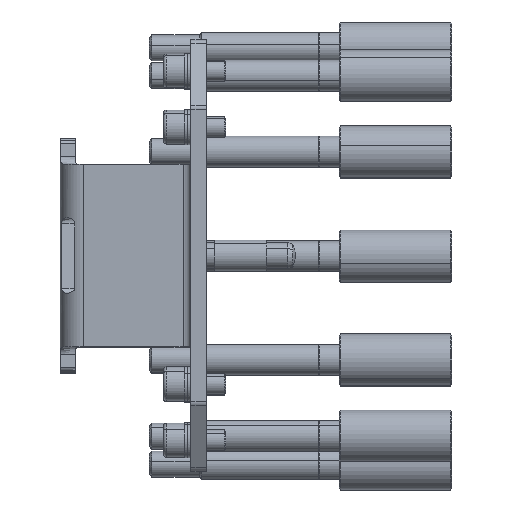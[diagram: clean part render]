
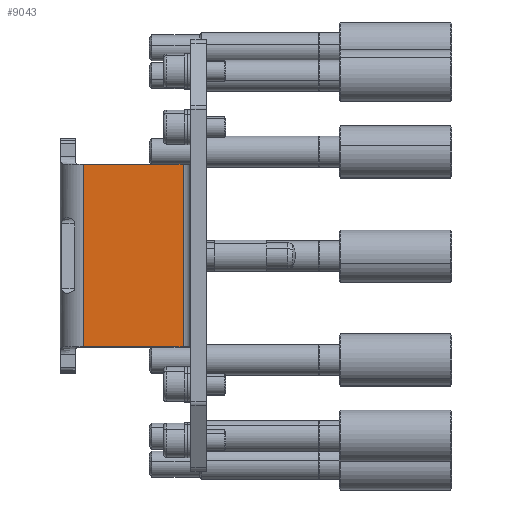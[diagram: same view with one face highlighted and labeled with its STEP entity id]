
A CAD part, top view. The second image highlights one B-rep face of the part: STEP entity #9043.
In plain terms, the highlighted planar face has unit normal (0, 0, 1).
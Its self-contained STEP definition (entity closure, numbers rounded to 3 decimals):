
#1085 = CARTESIAN_POINT ( 'NONE',  ( 1992.241, -34.986, 2218.39 ) ) ;
#2903 = EDGE_LOOP ( 'NONE', ( #45167, #12334, #25024, #50902 ) ) ;
#8433 = EDGE_CURVE ( 'NONE', #46769, #44836, #28729, .T. ) ;
#9043 = ADVANCED_FACE ( 'NONE', ( #17172 ), #21592, .T. ) ;
#11612 = VECTOR ( 'NONE', #28109, 1000. ) ;
#12334 = ORIENTED_EDGE ( 'NONE', *, *, #14079, .T. ) ;
#13231 = LINE ( 'NONE', #20793, #11612 ) ;
#14079 = EDGE_CURVE ( 'NONE', #39483, #46769, #16190, .T. ) ;
#16190 = LINE ( 'NONE', #21117, #18406 ) ;
#16226 = DIRECTION ( 'NONE',  ( 1., 0., 0. ) ) ;
#16442 = DIRECTION ( 'NONE',  ( 0., -1., 0. ) ) ;
#17172 = FACE_OUTER_BOUND ( 'NONE', #2903, .T. ) ;
#18406 = VECTOR ( 'NONE', #16442, 1000. ) ;
#20793 = CARTESIAN_POINT ( 'NONE',  ( 1992.241, 35.014, 2218.39 ) ) ;
#21117 = CARTESIAN_POINT ( 'NONE',  ( 1947.552, -36.986, 2218.39 ) ) ;
#21340 = DIRECTION ( 'NONE',  ( 0., 1., 0. ) ) ;
#21592 = PLANE ( 'NONE',  #48736 ) ;
#23161 = VECTOR ( 'NONE', #30001, 1000. ) ;
#24882 = CARTESIAN_POINT ( 'NONE',  ( 1947.552, -34.986, 2218.39 ) ) ;
#25024 = ORIENTED_EDGE ( 'NONE', *, *, #8433, .T. ) ;
#25383 = VECTOR ( 'NONE', #16226, 1000. ) ;
#26086 = LINE ( 'NONE', #34425, #23161 ) ;
#26126 = CARTESIAN_POINT ( 'NONE',  ( 1985.83, 35.014, 2218.39 ) ) ;
#28109 = DIRECTION ( 'NONE',  ( -1., 0., 0. ) ) ;
#28729 = LINE ( 'NONE', #1085, #25383 ) ;
#30001 = DIRECTION ( 'NONE',  ( 0., 1., 0. ) ) ;
#33146 = EDGE_CURVE ( 'NONE', #38611, #39483, #13231, .T. ) ;
#34425 = CARTESIAN_POINT ( 'NONE',  ( 1985.83, -36.986, 2218.39 ) ) ;
#37479 = CARTESIAN_POINT ( 'NONE',  ( 1992.241, -36.986, 2218.39 ) ) ;
#38611 = VERTEX_POINT ( 'NONE', #26126 ) ;
#38702 = CARTESIAN_POINT ( 'NONE',  ( 1947.552, 35.014, 2218.39 ) ) ;
#39483 = VERTEX_POINT ( 'NONE', #38702 ) ;
#44836 = VERTEX_POINT ( 'NONE', #49556 ) ;
#45167 = ORIENTED_EDGE ( 'NONE', *, *, #33146, .T. ) ;
#46769 = VERTEX_POINT ( 'NONE', #24882 ) ;
#47300 = EDGE_CURVE ( 'NONE', #44836, #38611, #26086, .T. ) ;
#48736 = AXIS2_PLACEMENT_3D ( 'NONE', #37479, #49491, #21340 ) ;
#49491 = DIRECTION ( 'NONE',  ( 0., 0., 1. ) ) ;
#49556 = CARTESIAN_POINT ( 'NONE',  ( 1985.83, -34.986, 2218.39 ) ) ;
#50902 = ORIENTED_EDGE ( 'NONE', *, *, #47300, .T. ) ;
